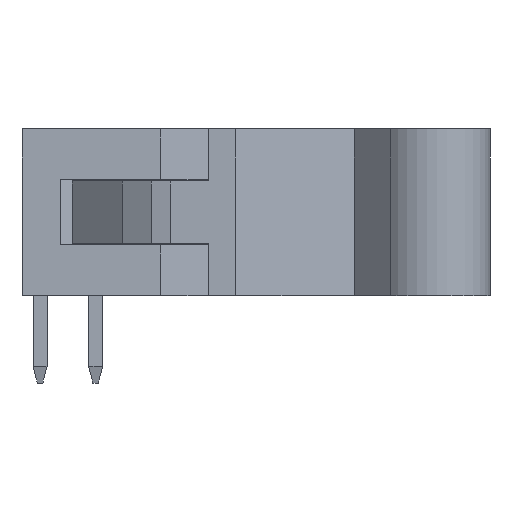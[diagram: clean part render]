
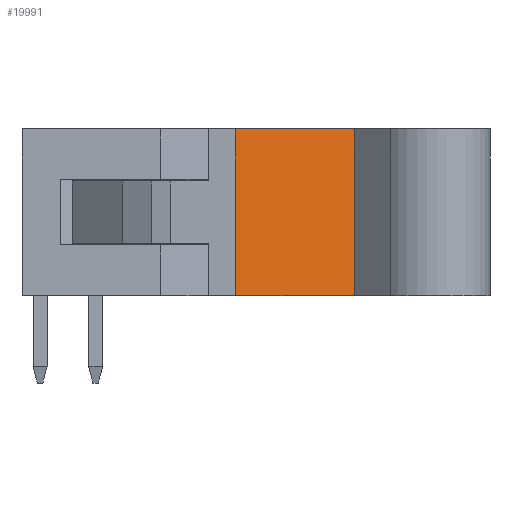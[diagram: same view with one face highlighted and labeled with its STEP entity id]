
A CAD part, front view. The second image highlights one B-rep face of the part: STEP entity #19991.
In plain terms, the highlighted face is planar.
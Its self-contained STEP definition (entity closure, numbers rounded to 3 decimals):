
#608=ORIENTED_EDGE('',*,*,#6321,.T.);
#609=ORIENTED_EDGE('',*,*,#6322,.F.);
#610=ORIENTED_EDGE('',*,*,#6282,.F.);
#611=ORIENTED_EDGE('',*,*,#6319,.T.);
#6282=EDGE_CURVE('',#9176,#9177,#11044,.T.);
#6319=EDGE_CURVE('',#9176,#9200,#11071,.T.);
#6321=EDGE_CURVE('',#9200,#9201,#11073,.T.);
#6322=EDGE_CURVE('',#9177,#9201,#11074,.T.);
#9176=VERTEX_POINT('',#28434);
#9177=VERTEX_POINT('',#28436);
#9200=VERTEX_POINT('',#28510);
#9201=VERTEX_POINT('',#28515);
#11044=LINE('',#28435,#13830);
#11071=LINE('',#28511,#13857);
#11073=LINE('',#28514,#13859);
#11074=LINE('',#28516,#13860);
#13830=VECTOR('',#23031,1000.);
#13857=VECTOR('',#23108,1000.);
#13859=VECTOR('',#23112,1000.);
#13860=VECTOR('',#23113,1000.);
#16556=EDGE_LOOP('',(#608,#609,#610,#611));
#17744=FACE_BOUND('',#16556,.T.);
#18910=PLANE('',#21555);
#19991=ADVANCED_FACE('',(#17744),#18910,.F.);
#21555=AXIS2_PLACEMENT_3D('',#28513,#23110,#23111);
#23031=DIRECTION('',(-0.228,0.,0.974));
#23108=DIRECTION('',(0.,1.,0.));
#23110=DIRECTION('',(-0.974,0.,-0.228));
#23111=DIRECTION('',(-0.228,0.,0.974));
#23112=DIRECTION('',(-0.228,0.,0.974));
#23113=DIRECTION('',(0.,1.,0.));
#28434=CARTESIAN_POINT('',(27.85,-3.,2.694));
#28435=CARTESIAN_POINT('',(27.85,-3.,2.694));
#28436=CARTESIAN_POINT('',(26.85,-3.,6.96));
#28510=CARTESIAN_POINT('',(27.85,3.,2.694));
#28511=CARTESIAN_POINT('',(27.85,-3.,2.694));
#28513=CARTESIAN_POINT('',(27.85,-3.,2.694));
#28514=CARTESIAN_POINT('',(27.85,3.,2.694));
#28515=CARTESIAN_POINT('',(26.85,3.,6.96));
#28516=CARTESIAN_POINT('',(26.85,-3.,6.96));
